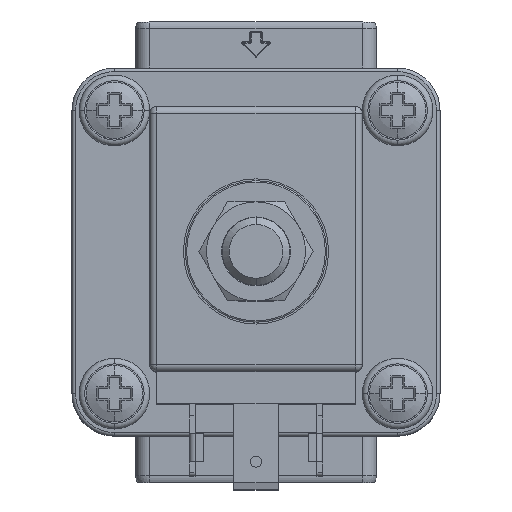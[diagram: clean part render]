
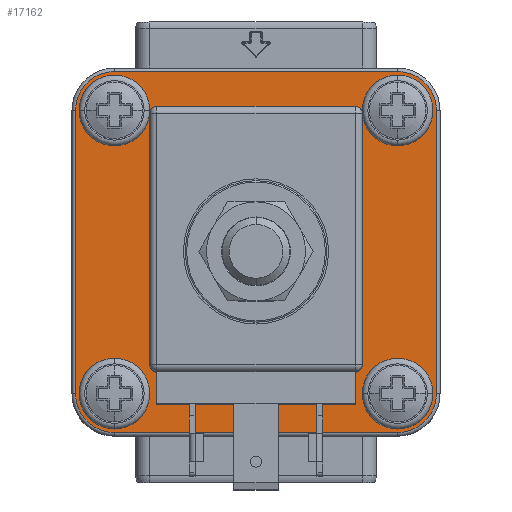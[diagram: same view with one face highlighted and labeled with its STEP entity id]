
A CAD part, top view. The second image highlights one B-rep face of the part: STEP entity #17162.
In plain terms, the highlighted planar face has unit normal (0, 0, 1).
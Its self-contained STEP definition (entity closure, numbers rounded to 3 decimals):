
#16075=CARTESIAN_POINT('',(-20.,20.,5.));
#16076=DIRECTION('',(0.,0.,1.));
#16077=DIRECTION('',(0.,1.,0.));
#16078=AXIS2_PLACEMENT_3D('',#16075,#16076,#16077);
#16080=CARTESIAN_POINT('',(20.,20.,5.));
#16081=DIRECTION('',(0.,0.,1.));
#16082=DIRECTION('',(1.,0.,0.));
#16083=AXIS2_PLACEMENT_3D('',#16080,#16081,#16082);
#16085=CARTESIAN_POINT('',(20.,-20.,5.));
#16086=DIRECTION('',(0.,0.,1.));
#16087=DIRECTION('',(0.,-1.,0.));
#16088=AXIS2_PLACEMENT_3D('',#16085,#16086,#16087);
#16090=CARTESIAN_POINT('',(-20.,-20.,5.));
#16091=DIRECTION('',(0.,0.,1.));
#16092=DIRECTION('',(-1.,0.,0.));
#16093=AXIS2_PLACEMENT_3D('',#16090,#16091,#16092);
#16095=CARTESIAN_POINT('',(20.,20.,5.));
#16096=DIRECTION('',(0.,0.,-1.));
#16097=DIRECTION('',(0.,1.,0.));
#16098=AXIS2_PLACEMENT_3D('',#16095,#16096,#16097);
#16100=CARTESIAN_POINT('',(20.,20.,5.));
#16101=DIRECTION('',(0.,0.,-1.));
#16102=DIRECTION('',(0.,-1.,0.));
#16103=AXIS2_PLACEMENT_3D('',#16100,#16101,#16102);
#16105=CARTESIAN_POINT('',(-20.,20.,5.));
#16106=DIRECTION('',(0.,0.,-1.));
#16107=DIRECTION('',(-1.,0.,0.));
#16108=AXIS2_PLACEMENT_3D('',#16105,#16106,#16107);
#16110=CARTESIAN_POINT('',(-20.,20.,5.));
#16111=DIRECTION('',(0.,0.,-1.));
#16112=DIRECTION('',(1.,0.,0.));
#16113=AXIS2_PLACEMENT_3D('',#16110,#16111,#16112);
#16115=CARTESIAN_POINT('',(-20.,-20.,5.));
#16116=DIRECTION('',(0.,0.,-1.));
#16117=DIRECTION('',(0.,-1.,0.));
#16118=AXIS2_PLACEMENT_3D('',#16115,#16116,#16117);
#16120=CARTESIAN_POINT('',(-20.,-20.,5.));
#16121=DIRECTION('',(0.,0.,-1.));
#16122=DIRECTION('',(0.,1.,0.));
#16123=AXIS2_PLACEMENT_3D('',#16120,#16121,#16122);
#16125=CARTESIAN_POINT('',(20.,-20.,5.));
#16126=DIRECTION('',(0.,0.,-1.));
#16127=DIRECTION('',(1.,0.,0.));
#16128=AXIS2_PLACEMENT_3D('',#16125,#16126,#16127);
#16130=CARTESIAN_POINT('',(20.,-20.,5.));
#16131=DIRECTION('',(0.,0.,-1.));
#16132=DIRECTION('',(-1.,0.,0.));
#16133=AXIS2_PLACEMENT_3D('',#16130,#16131,#16132);
#16135=CARTESIAN_POINT('',(0.,0.,5.));
#16136=DIRECTION('',(0.,0.,-1.));
#16137=DIRECTION('',(1.,0.,0.));
#16138=AXIS2_PLACEMENT_3D('',#16135,#16136,#16137);
#16140=CARTESIAN_POINT('',(0.,0.,5.));
#16141=DIRECTION('',(0.,0.,-1.));
#16142=DIRECTION('',(-1.,0.,0.));
#16143=AXIS2_PLACEMENT_3D('',#16140,#16141,#16142);
#16160=DIRECTION('',(0.,-1.,0.));
#16161=VECTOR('',#16160,40.);
#16162=CARTESIAN_POINT('',(-25.491,20.,5.));
#16163=LINE('',#16162,#16161);
#16183=DIRECTION('',(1.,0.,0.));
#16184=VECTOR('',#16183,40.);
#16185=CARTESIAN_POINT('',(-20.,-25.491,5.));
#16186=LINE('',#16185,#16184);
#16206=DIRECTION('',(0.,1.,0.));
#16207=VECTOR('',#16206,40.);
#16208=CARTESIAN_POINT('',(25.491,-20.,5.));
#16209=LINE('',#16208,#16207);
#16229=DIRECTION('',(-1.,0.,0.));
#16230=VECTOR('',#16229,40.);
#16231=CARTESIAN_POINT('',(20.,25.491,5.));
#16232=LINE('',#16231,#16230);
#16929=CARTESIAN_POINT('',(-20.,25.491,5.));
#16930=CARTESIAN_POINT('',(-25.491,20.,5.));
#16931=VERTEX_POINT('',#16929);
#16932=VERTEX_POINT('',#16930);
#16933=CARTESIAN_POINT('',(20.,25.491,5.));
#16934=VERTEX_POINT('',#16933);
#16935=CARTESIAN_POINT('',(25.491,20.,5.));
#16936=VERTEX_POINT('',#16935);
#16937=CARTESIAN_POINT('',(25.491,-20.,5.));
#16938=VERTEX_POINT('',#16937);
#16939=CARTESIAN_POINT('',(20.,-25.491,5.));
#16940=VERTEX_POINT('',#16939);
#16941=CARTESIAN_POINT('',(-20.,-25.491,5.));
#16942=VERTEX_POINT('',#16941);
#16943=CARTESIAN_POINT('',(-25.491,-20.,5.));
#16944=VERTEX_POINT('',#16943);
#16945=CARTESIAN_POINT('',(20.,25.,5.));
#16947=VERTEX_POINT('',#16945);
#16950=CARTESIAN_POINT('',(20.,15.,5.));
#16952=VERTEX_POINT('',#16950);
#17029=CARTESIAN_POINT('',(15.,-20.,5.));
#17030=VERTEX_POINT('',#17029);
#17031=CARTESIAN_POINT('',(25.,-20.,5.));
#17032=VERTEX_POINT('',#17031);
#17049=CARTESIAN_POINT('',(-20.,-15.,5.));
#17050=VERTEX_POINT('',#17049);
#17051=CARTESIAN_POINT('',(-20.,-25.,5.));
#17052=VERTEX_POINT('',#17051);
#17069=CARTESIAN_POINT('',(-25.,20.,5.));
#17070=VERTEX_POINT('',#17069);
#17071=CARTESIAN_POINT('',(-15.,20.,5.));
#17072=VERTEX_POINT('',#17071);
#17082=CARTESIAN_POINT('',(12.996,0.,5.));
#17084=VERTEX_POINT('',#17082);
#17085=CARTESIAN_POINT('',(-12.996,0.,5.));
#17087=VERTEX_POINT('',#17085);
#17109=CARTESIAN_POINT('',(0.,0.,5.));
#17110=DIRECTION('',(0.,0.,1.));
#17111=DIRECTION('',(1.,0.,0.));
#17112=AXIS2_PLACEMENT_3D('',#17109,#17110,#17111);
#17113=PLANE('',#17112);
#17115=ORIENTED_EDGE('',*,*,#17114,.F.);
#17117=ORIENTED_EDGE('',*,*,#17116,.F.);
#17119=ORIENTED_EDGE('',*,*,#17118,.F.);
#17121=ORIENTED_EDGE('',*,*,#17120,.F.);
#17123=ORIENTED_EDGE('',*,*,#17122,.F.);
#17125=ORIENTED_EDGE('',*,*,#17124,.F.);
#17127=ORIENTED_EDGE('',*,*,#17126,.F.);
#17129=ORIENTED_EDGE('',*,*,#17128,.F.);
#17130=EDGE_LOOP('',(#17115,#17117,#17119,#17121,#17123,#17125,#17127,#17129));
#17131=FACE_OUTER_BOUND('',#17130,.F.);
#17133=ORIENTED_EDGE('',*,*,#17132,.F.);
#17135=ORIENTED_EDGE('',*,*,#17134,.F.);
#17136=EDGE_LOOP('',(#17133,#17135));
#17137=FACE_BOUND('',#17136,.F.);
#17139=ORIENTED_EDGE('',*,*,#17138,.F.);
#17141=ORIENTED_EDGE('',*,*,#17140,.F.);
#17142=EDGE_LOOP('',(#17139,#17141));
#17143=FACE_BOUND('',#17142,.F.);
#17145=ORIENTED_EDGE('',*,*,#17144,.F.);
#17147=ORIENTED_EDGE('',*,*,#17146,.F.);
#17148=EDGE_LOOP('',(#17145,#17147));
#17149=FACE_BOUND('',#17148,.F.);
#17151=ORIENTED_EDGE('',*,*,#17150,.F.);
#17153=ORIENTED_EDGE('',*,*,#17152,.F.);
#17154=EDGE_LOOP('',(#17151,#17153));
#17155=FACE_BOUND('',#17154,.F.);
#17157=ORIENTED_EDGE('',*,*,#17156,.F.);
#17159=ORIENTED_EDGE('',*,*,#17158,.F.);
#17160=EDGE_LOOP('',(#17157,#17159));
#17161=FACE_BOUND('',#17160,.F.);
#17162=ADVANCED_FACE('',(#17131,#17137,#17143,#17149,#17155,#17161),#17113,.T.);
#16079=CIRCLE('',#16078,5.491);
#16084=CIRCLE('',#16083,5.491);
#16089=CIRCLE('',#16088,5.491);
#16094=CIRCLE('',#16093,5.491);
#16099=CIRCLE('',#16098,5.);
#16104=CIRCLE('',#16103,5.);
#16109=CIRCLE('',#16108,5.);
#16114=CIRCLE('',#16113,5.);
#16119=CIRCLE('',#16118,5.);
#16124=CIRCLE('',#16123,5.);
#16129=CIRCLE('',#16128,5.);
#16134=CIRCLE('',#16133,5.);
#16139=CIRCLE('',#16138,12.996);
#16144=CIRCLE('',#16143,12.996);
#17114=EDGE_CURVE('',#16931,#16932,#16079,.T.);
#17116=EDGE_CURVE('',#16934,#16931,#16232,.T.);
#17118=EDGE_CURVE('',#16936,#16934,#16084,.T.);
#17120=EDGE_CURVE('',#16938,#16936,#16209,.T.);
#17122=EDGE_CURVE('',#16940,#16938,#16089,.T.);
#17124=EDGE_CURVE('',#16942,#16940,#16186,.T.);
#17126=EDGE_CURVE('',#16944,#16942,#16094,.T.);
#17128=EDGE_CURVE('',#16932,#16944,#16163,.T.);
#17132=EDGE_CURVE('',#16947,#16952,#16099,.T.);
#17134=EDGE_CURVE('',#16952,#16947,#16104,.T.);
#17138=EDGE_CURVE('',#17070,#17072,#16109,.T.);
#17140=EDGE_CURVE('',#17072,#17070,#16114,.T.);
#17144=EDGE_CURVE('',#17052,#17050,#16119,.T.);
#17146=EDGE_CURVE('',#17050,#17052,#16124,.T.);
#17150=EDGE_CURVE('',#17032,#17030,#16129,.T.);
#17152=EDGE_CURVE('',#17030,#17032,#16134,.T.);
#17156=EDGE_CURVE('',#17084,#17087,#16139,.T.);
#17158=EDGE_CURVE('',#17087,#17084,#16144,.T.);
